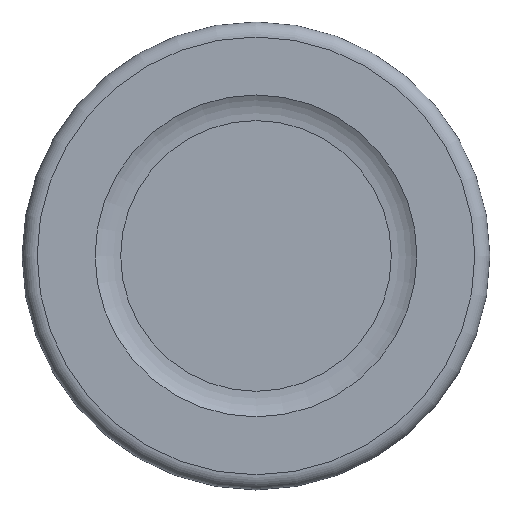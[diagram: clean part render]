
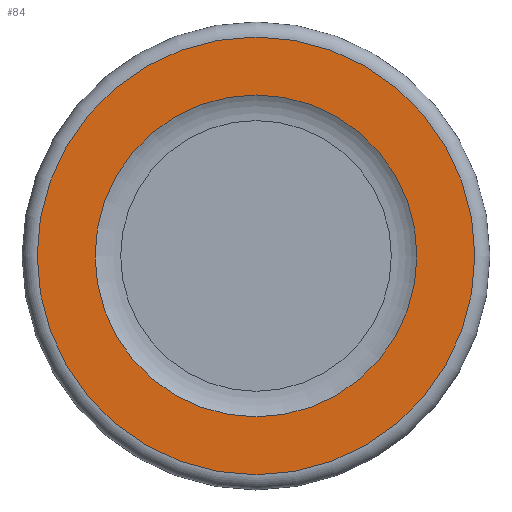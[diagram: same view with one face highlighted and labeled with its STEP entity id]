
A CAD part, top view. The second image highlights one B-rep face of the part: STEP entity #84.
In plain terms, the highlighted planar face has unit normal (0, 0, 1).
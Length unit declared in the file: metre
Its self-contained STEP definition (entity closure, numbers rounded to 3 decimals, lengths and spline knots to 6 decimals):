
#14=PLANE('',#107);
#20=ORIENTED_EDGE('',*,*,#34,.T.);
#21=ORIENTED_EDGE('',*,*,#35,.T.);
#34=EDGE_CURVE('',#41,#41,#48,.T.);
#35=EDGE_CURVE('',#42,#42,#49,.F.);
#41=VERTEX_POINT('',#159);
#42=VERTEX_POINT('',#161);
#48=CIRCLE('',#108,0.014034);
#49=CIRCLE('',#109,0.010321);
#55=EDGE_LOOP('',(#20));
#56=EDGE_LOOP('',(#21));
#69=FACE_BOUND('',#55,.T.);
#70=FACE_BOUND('',#56,.T.);
#84=ADVANCED_FACE('',(#69,#70),#14,.T.);
#107=AXIS2_PLACEMENT_3D('',#157,#127,#128);
#108=AXIS2_PLACEMENT_3D('',#158,#129,#130);
#109=AXIS2_PLACEMENT_3D('',#160,#131,#132);
#127=DIRECTION('',(0.,0.,1.));
#128=DIRECTION('',(1.,0.,0.));
#129=DIRECTION('',(0.,0.,1.));
#130=DIRECTION('',(1.,0.,0.));
#131=DIRECTION('',(0.,0.,1.));
#132=DIRECTION('',(1.,0.,0.));
#157=CARTESIAN_POINT('',(0.,0.,0.038));
#158=CARTESIAN_POINT('',(0.,0.,0.038));
#159=CARTESIAN_POINT('',(0.014034,0.,0.038));
#160=CARTESIAN_POINT('',(0.,0.,0.038));
#161=CARTESIAN_POINT('',(0.010321,0.,0.038));
